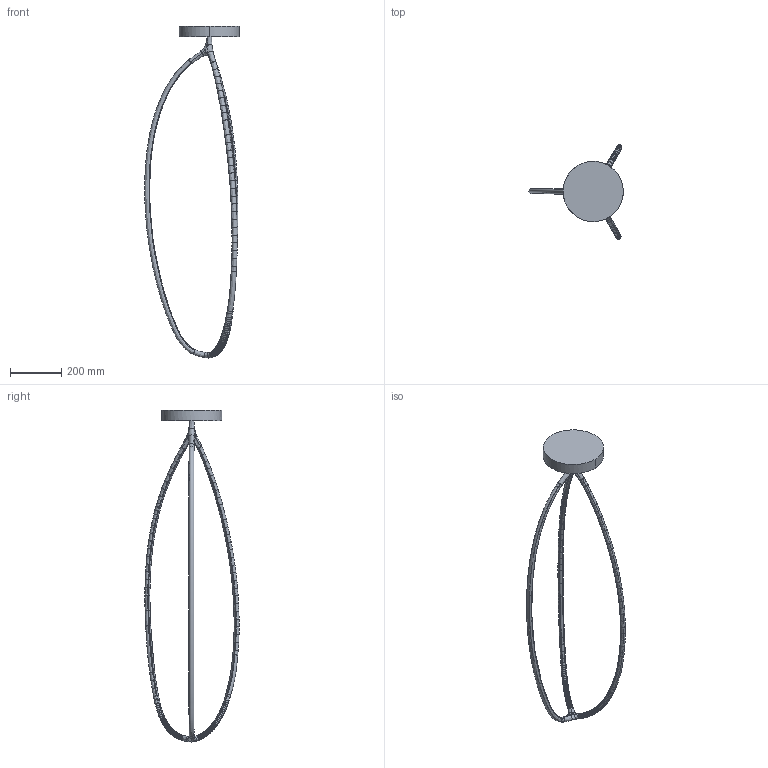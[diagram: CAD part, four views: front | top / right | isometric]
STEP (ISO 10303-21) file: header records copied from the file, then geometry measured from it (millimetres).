
FILE_DESCRIPTION(/* description */ (''),/* implementation_level */ '2;1');
FILE_NAME(/* name */ 'Plafone big',/* time_stamp */ '2019-09-03T12:27:20+02:00',/* author */ (''),/* organization */ (''),/* preprocessor_version */ 'ST-DEVELOPER v10',/* originating_system */ '',/* authorisation */ '');
FILE_SCHEMA (('AUTOMOTIVE_DESIGN'));
Products named in the file (1): 1
Bounding box: 370.69 x 369.47 x 1301.32 mm (x, y, z)
Volume: 2955593.5 mm3; surface area: 724777.7 mm2
Topology: 13 solids, 13 shells, 8030 faces, 16335 edges, 8330 vertices
Faces by surface type: bspline 4756, plane 3274
Entity records: 409572 total; most frequent: CARTESIAN_POINT 311020, ORIENTED_EDGE 32670, EDGE_CURVE 16335, VERTEX_POINT 8330, EDGE_LOOP 8049, ADVANCED_FACE 8030, FACE_OUTER_BOUND 8030, B_SPLINE_CURVE_WITH_KNOTS 6938
